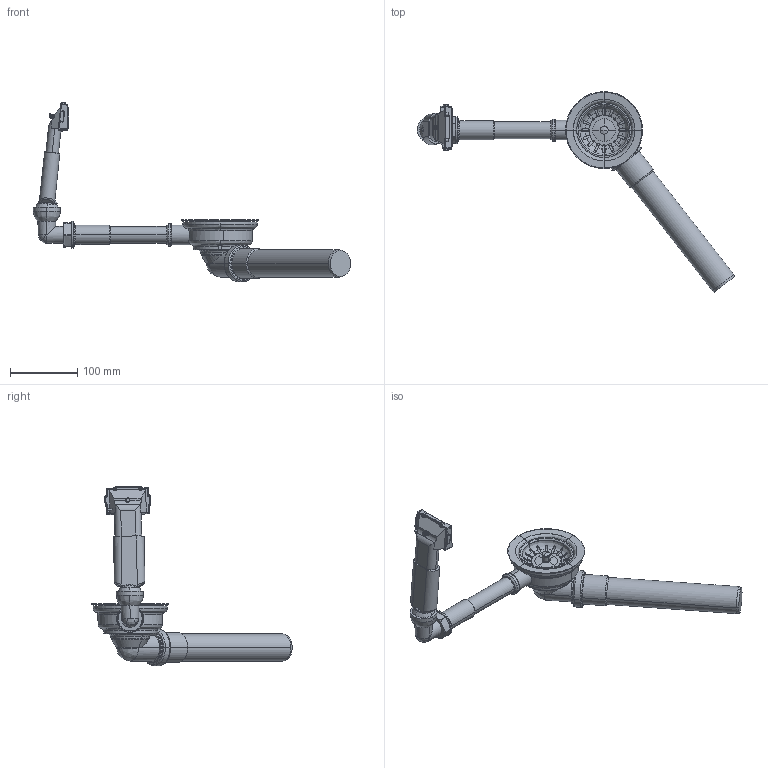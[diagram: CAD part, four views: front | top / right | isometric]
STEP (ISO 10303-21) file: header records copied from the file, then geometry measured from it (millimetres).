
FILE_DESCRIPTION(('CAx-IF Rec.Pracs.---Model Styling and Organization---1.2---2011-12-15','CAx-IF Rec.Pracs.---Geometric and Assembly Validation Properties---4.1---2014-06-16','CAx-IF Rec.Pracs.---PMI Polyline Presentation---2.0---2013-05-24'),'2;1');
FILE_NAME('1000115210_PPA_000.stp','2017-08-22T12:36:42+02:00',(''),(''),'STEP Interface 4.0 Sp3 by CT CoreTechnologie','3D_Evolution4.0 Sp3 by CT CoreTechnologie','');
FILE_SCHEMA(('AP203_CONFIGURATION_CONTROLLED_3D_DESIGN_OF_MECHANICAL_PARTS_AND_ASSEMBLIES_MIM_LF'));
Length unit declared in the file: millimetre
Products named in the file (1): P_2 Manuelle Ablaufgarnitur f. 450 1000115210_PPA_000_A0
Bounding box: 470.53 x 297.35 x 266.4 mm (x, y, z)
Volume: 837148.7 mm3; surface area: 169320.6 mm2
Topology: 3 solids, 7 shells, 1096 faces, 2872 edges, 1748 vertices
Faces by surface type: bspline 551, cylinder 367, plane 178
Entity records: 48248 total; most frequent: CARTESIAN_POINT 11552, ORIENTED_EDGE 5666, DIRECTION 5416, EDGE_CURVE 2833, AXIS2_PLACEMENT_3D 2208, VERTEX_POINT 1748, CIRCLE 1662, EDGE_LOOP 1125
